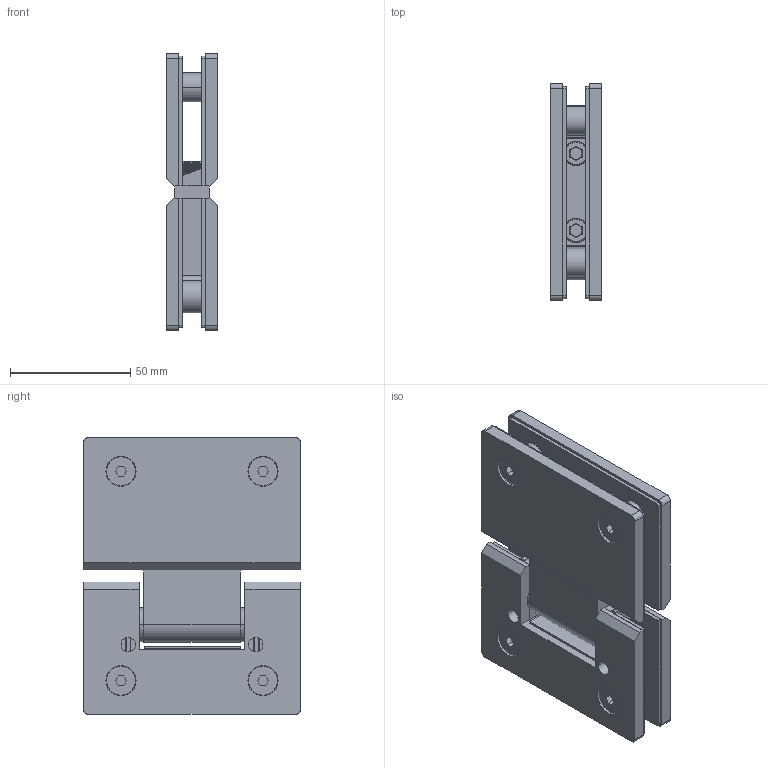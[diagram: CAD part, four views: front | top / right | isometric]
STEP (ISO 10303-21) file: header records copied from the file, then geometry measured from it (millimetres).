
FILE_DESCRIPTION (( 'STEP AP203' ), '1' );
FILE_NAME ('GS-MS_D-B-980-2_S-B___NAHOR.STEP', '2019-04-16T11:34:12', ( '' ), ( '' ), 'SwSTEP 2.0', 'SolidWorks 2018', '' );
FILE_SCHEMA (( 'CONFIG_CONTROL_DESIGN' ));
Length unit declared in the file: millimetre
Products named in the file (14): Tesnenie - vlozka.STEP; GS-304-D-B-990-2-S-B P3.STEP; GS-304-D-B-990-2-S-B Z1.STEP_skupina; GS-304-D-B-990-2-S-B P1.STEP; DIN 912 M6x20.STEP; Plast N02.STEP; Plast N01.STEP; GS-304-D-B-990-2-S-B P4.STEP; GS-304-D-B-990-2-S-B P2.STEP; GS-MS_D-B-980-2_S-B_skupina; GS-304-D-B-990-2-S-B P5.STEP; GS-MS_D-B-980-2_S-B___NAHOR; M6x16_DIN 7991.STEP; GS-304-D-B-990-2-S-B.STEP_skupina
Assembly tree (21 placements, depth 5):
  GS-MS_D-B-980-2_S-B___NAHOR
    GS-MS_D-B-980-2_S-B_skupina
      GS-304-D-B-990-2-S-B.STEP_skupina
        GS-304-D-B-990-2-S-B Z1.STEP_skupina
          GS-304-D-B-990-2-S-B P2.STEP
          GS-304-D-B-990-2-S-B P3.STEP
        GS-304-D-B-990-2-S-B P1.STEP
        DIN 912 M6x20.STEP  x2
        Plast N01.STEP
        Plast N02.STEP  x2
        Tesnenie - vlozka.STEP  x4
        GS-304-D-B-990-2-S-B P4.STEP
        GS-304-D-B-990-2-S-B P5.STEP
        M6x16_DIN 7991.STEP  x4
Bounding box: 21 x 90 x 115 mm (x, y, z)
Volume: 131885 mm3; surface area: 85699.4 mm2
Topology: 18 solids, 18 shells, 1506 faces, 4353 edges, 3015 vertices
Faces by surface type: cylinder 909, cone 322, plane 215, bspline 30, torus 26, sphere 4
Entity records: 33439 total; most frequent: CARTESIAN_POINT 11421, ORIENTED_EDGE 4576, DIRECTION 3982, EDGE_CURVE 2288, VERTEX_POINT 1577, AXIS2_PLACEMENT_3D 1551, EDGE_LOOP 903, VECTOR 880
